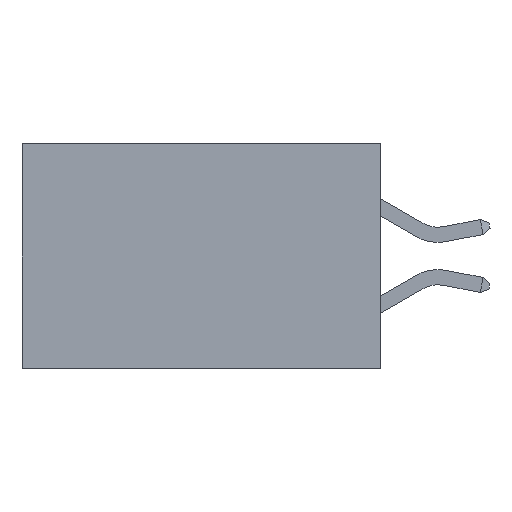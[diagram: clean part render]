
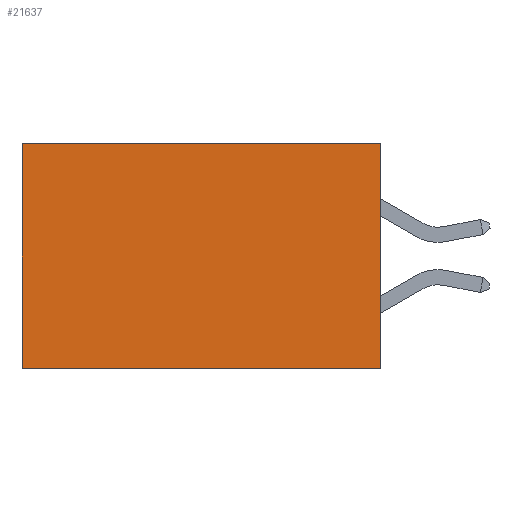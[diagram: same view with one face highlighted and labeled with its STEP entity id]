
A CAD part, left-side view. The second image highlights one B-rep face of the part: STEP entity #21637.
In plain terms, the highlighted planar face has unit normal (-1, 0, 0).
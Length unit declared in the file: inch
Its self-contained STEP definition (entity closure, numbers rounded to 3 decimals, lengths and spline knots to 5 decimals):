
#5 = ORIENTED_EDGE ( 'NONE', *, *, #15522, .T. ) ;
#366 = CARTESIAN_POINT ( 'NONE',  ( 0.277, 0., -0.37 ) ) ;
#464 = EDGE_CURVE ( 'NONE', #8045, #16785, #17345, .T. ) ;
#1572 = CARTESIAN_POINT ( 'NONE',  ( 0.277, 0., -0.37 ) ) ;
#3400 = VECTOR ( 'NONE', #6938, 39.37008 ) ;
#4210 = VECTOR ( 'NONE', #4416, 39.37008 ) ;
#4266 = VERTEX_POINT ( 'NONE', #13095 ) ;
#4284 = LINE ( 'NONE', #1572, #21523 ) ;
#4416 = DIRECTION ( 'NONE',  ( 0., 0., -1. ) ) ;
#5081 = DIRECTION ( 'NONE',  ( 0., 1., 0. ) ) ;
#5492 = CARTESIAN_POINT ( 'NONE',  ( 0.277, 0., 0. ) ) ;
#5533 = AXIS2_PLACEMENT_3D ( 'NONE', #366, #17304, #7287 ) ;
#6329 = FACE_OUTER_BOUND ( 'NONE', #21291, .T. ) ;
#6936 = DIRECTION ( 'NONE',  ( 0., 1., 0. ) ) ;
#6938 = DIRECTION ( 'NONE',  ( 0., 0., -1. ) ) ;
#7287 = DIRECTION ( 'NONE',  ( 0., 0., -1. ) ) ;
#8045 = VERTEX_POINT ( 'NONE', #9799 ) ;
#8475 = LINE ( 'NONE', #16958, #3400 ) ;
#8739 = LINE ( 'NONE', #16190, #4210 ) ;
#9799 = CARTESIAN_POINT ( 'NONE',  ( 0.277, 0., 0. ) ) ;
#10992 = EDGE_CURVE ( 'NONE', #16211, #4266, #4284, .T. ) ;
#12842 = VECTOR ( 'NONE', #6936, 39.37008 ) ;
#13095 = CARTESIAN_POINT ( 'NONE',  ( 0.277, 0.59, -0.37 ) ) ;
#13908 = PLANE ( 'NONE',  #5533 ) ;
#14097 = CARTESIAN_POINT ( 'NONE',  ( 0.277, 0.59, 0. ) ) ;
#15522 = EDGE_CURVE ( 'NONE', #16785, #4266, #8739, .T. ) ;
#16190 = CARTESIAN_POINT ( 'NONE',  ( 0.277, 0.59, -0.37 ) ) ;
#16211 = VERTEX_POINT ( 'NONE', #17814 ) ;
#16764 = ORIENTED_EDGE ( 'NONE', *, *, #464, .T. ) ;
#16785 = VERTEX_POINT ( 'NONE', #14097 ) ;
#16958 = CARTESIAN_POINT ( 'NONE',  ( 0.277, 0., -0.37 ) ) ;
#17304 = DIRECTION ( 'NONE',  ( 1., 0., 0. ) ) ;
#17345 = LINE ( 'NONE', #5492, #12842 ) ;
#17356 = ORIENTED_EDGE ( 'NONE', *, *, #20002, .F. ) ;
#17814 = CARTESIAN_POINT ( 'NONE',  ( 0.277, 0., -0.37 ) ) ;
#18000 = ORIENTED_EDGE ( 'NONE', *, *, #10992, .F. ) ;
#20002 = EDGE_CURVE ( 'NONE', #8045, #16211, #8475, .T. ) ;
#21291 = EDGE_LOOP ( 'NONE', ( #5, #18000, #17356, #16764 ) ) ;
#21523 = VECTOR ( 'NONE', #5081, 39.37008 ) ;
#21637 = ADVANCED_FACE ( 'NONE', ( #6329 ), #13908, .F. ) ;
